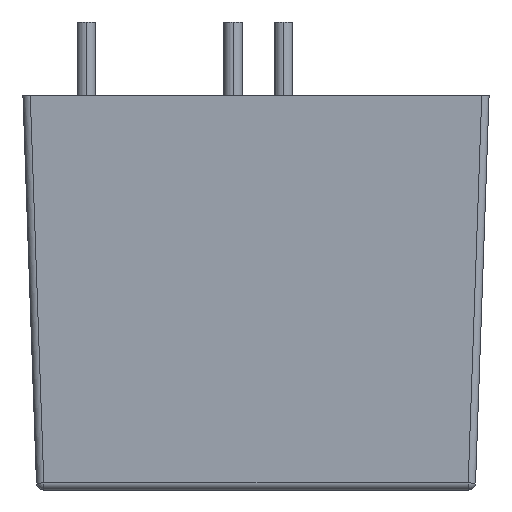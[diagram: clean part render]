
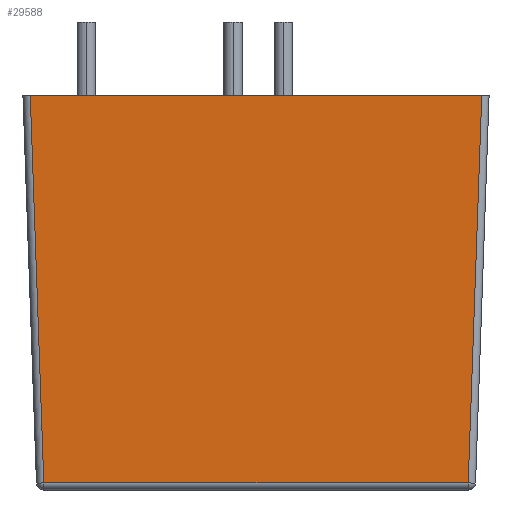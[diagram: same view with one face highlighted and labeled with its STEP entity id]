
A CAD part, left-side view. The second image highlights one B-rep face of the part: STEP entity #29588.
In plain terms, the highlighted planar face has unit normal (-0.999, 0, -0.035).
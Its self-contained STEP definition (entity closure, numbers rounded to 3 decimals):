
#2729 = LINE ( 'NONE', #5139, #17096 ) ;
#2957 = FACE_OUTER_BOUND ( 'NONE', #13636, .T. ) ;
#4271 = VERTEX_POINT ( 'NONE', #30805 ) ;
#5139 = CARTESIAN_POINT ( 'NONE',  ( -1.85, 23.1, 16.5 ) ) ;
#5264 = DIRECTION ( 'NONE',  ( 0., 1., 0. ) ) ;
#7091 = ORIENTED_EDGE ( 'NONE', *, *, #33708, .T. ) ;
#8532 = ORIENTED_EDGE ( 'NONE', *, *, #15120, .T. ) ;
#9908 = VECTOR ( 'NONE', #5264, 1000. ) ;
#10143 = EDGE_CURVE ( 'NONE', #33924, #4271, #32030, .T. ) ;
#10383 = DIRECTION ( 'NONE',  ( 0., -1., 0. ) ) ;
#11160 = DIRECTION ( 'NONE',  ( 0.035, -0.035, -0.999 ) ) ;
#12359 = ORIENTED_EDGE ( 'NONE', *, *, #10143, .F. ) ;
#13022 = VERTEX_POINT ( 'NONE', #19283 ) ;
#13636 = EDGE_LOOP ( 'NONE', ( #8532, #12359, #7091, #19770 ) ) ;
#15120 = EDGE_CURVE ( 'NONE', #13022, #4271, #16551, .T. ) ;
#16551 = LINE ( 'NONE', #32080, #39206 ) ;
#17096 = VECTOR ( 'NONE', #11160, 1000. ) ;
#17283 = CARTESIAN_POINT ( 'NONE',  ( -1.85, 23.1, 16.5 ) ) ;
#17385 = CARTESIAN_POINT ( 'NONE',  ( -1.113, -0.763, -4.614 ) ) ;
#17837 = AXIS2_PLACEMENT_3D ( 'NONE', #34755, #31738, #22850 ) ;
#19283 = CARTESIAN_POINT ( 'NONE',  ( -1.113, -0.763, -4.614 ) ) ;
#19770 = ORIENTED_EDGE ( 'NONE', *, *, #33214, .F. ) ;
#20408 = CARTESIAN_POINT ( 'NONE',  ( -1.85, 23.1, 16.5 ) ) ;
#22850 = DIRECTION ( 'NONE',  ( 0., 1., 0. ) ) ;
#24876 = PLANE ( 'NONE',  #17837 ) ;
#28787 = DIRECTION ( 'NONE',  ( -0.035, -0.035, 0.999 ) ) ;
#28952 = VERTEX_POINT ( 'NONE', #37979 ) ;
#29588 = ADVANCED_FACE ( 'NONE', ( #2957 ), #24876, .T. ) ;
#30805 = CARTESIAN_POINT ( 'NONE',  ( -1.85, -1.5, 16.5 ) ) ;
#31251 = VECTOR ( 'NONE', #10383, 1000. ) ;
#31738 = DIRECTION ( 'NONE',  ( -0.999, 0., -0.035 ) ) ;
#32030 = LINE ( 'NONE', #17283, #31251 ) ;
#32080 = CARTESIAN_POINT ( 'NONE',  ( -1.113, -0.763, -4.614 ) ) ;
#33214 = EDGE_CURVE ( 'NONE', #13022, #28952, #33497, .T. ) ;
#33497 = LINE ( 'NONE', #17385, #9908 ) ;
#33708 = EDGE_CURVE ( 'NONE', #33924, #28952, #2729, .T. ) ;
#33924 = VERTEX_POINT ( 'NONE', #20408 ) ;
#34755 = CARTESIAN_POINT ( 'NONE',  ( -1.85, -1.9, 16.5 ) ) ;
#37979 = CARTESIAN_POINT ( 'NONE',  ( -1.113, 22.363, -4.614 ) ) ;
#39206 = VECTOR ( 'NONE', #28787, 1000. ) ;
